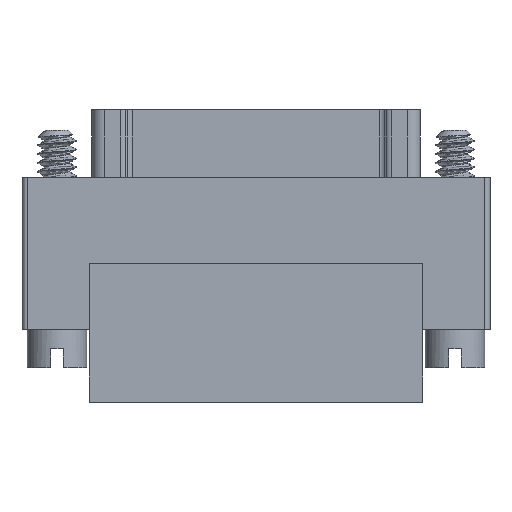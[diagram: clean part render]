
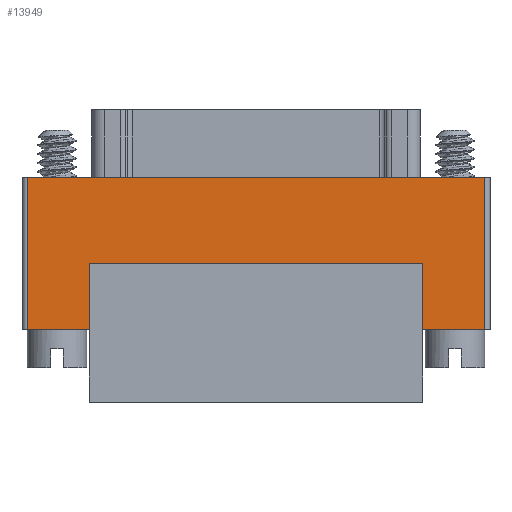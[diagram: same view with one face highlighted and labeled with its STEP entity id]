
A CAD part, front view. The second image highlights one B-rep face of the part: STEP entity #13949.
In plain terms, the highlighted planar face has unit normal (0, -1, 0).
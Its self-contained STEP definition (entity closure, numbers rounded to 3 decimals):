
#11596=DIRECTION('',(-1.,0.,0.));
#11597=VECTOR('',#11596,2.46);
#11598=CARTESIAN_POINT('',(-6.6,-1.93,0.));
#11599=LINE('',#11598,#11597);
#11630=DIRECTION('',(0.,0.,1.));
#11631=VECTOR('',#11630,6.03);
#11632=CARTESIAN_POINT('',(-9.06,-1.93,0.));
#11633=LINE('',#11632,#11631);
#11638=DIRECTION('',(-1.,0.,0.));
#11639=VECTOR('',#11638,18.12);
#11640=CARTESIAN_POINT('',(9.06,-1.93,6.03));
#11641=LINE('',#11640,#11639);
#11642=DIRECTION('',(0.,0.,-1.));
#11643=VECTOR('',#11642,2.613);
#11644=CARTESIAN_POINT('',(6.6,-1.93,2.613));
#11645=LINE('',#11644,#11643);
#11646=DIRECTION('',(1.,0.,0.));
#11647=VECTOR('',#11646,13.2);
#11648=CARTESIAN_POINT('',(-6.6,-1.93,2.613));
#11649=LINE('',#11648,#11647);
#11650=DIRECTION('',(0.,0.,1.));
#11651=VECTOR('',#11650,2.613);
#11652=CARTESIAN_POINT('',(-6.6,-1.93,0.));
#11653=LINE('',#11652,#11651);
#11658=DIRECTION('',(0.,0.,-1.));
#11659=VECTOR('',#11658,6.03);
#11660=CARTESIAN_POINT('',(9.06,-1.93,6.03));
#11661=LINE('',#11660,#11659);
#11678=DIRECTION('',(-1.,0.,0.));
#11679=VECTOR('',#11678,2.46);
#11680=CARTESIAN_POINT('',(9.06,-1.93,0.));
#11681=LINE('',#11680,#11679);
#12644=CARTESIAN_POINT('',(-9.06,-1.93,0.));
#12646=VERTEX_POINT('',#12644);
#12704=CARTESIAN_POINT('',(9.06,-1.93,0.));
#12705=CARTESIAN_POINT('',(6.6,-1.93,0.));
#12706=VERTEX_POINT('',#12704);
#12707=VERTEX_POINT('',#12705);
#12762=CARTESIAN_POINT('',(6.6,-1.93,2.613));
#12763=VERTEX_POINT('',#12762);
#12789=CARTESIAN_POINT('',(-9.06,-1.93,6.03));
#12791=VERTEX_POINT('',#12789);
#12824=CARTESIAN_POINT('',(9.06,-1.93,6.03));
#12825=VERTEX_POINT('',#12824);
#12836=CARTESIAN_POINT('',(-6.6,-1.93,0.));
#12837=VERTEX_POINT('',#12836);
#13044=CARTESIAN_POINT('',(-6.6,-1.93,2.613));
#13045=VERTEX_POINT('',#13044);
#13931=CARTESIAN_POINT('',(-9.26,-1.93,6.03));
#13932=DIRECTION('',(0.,1.,0.));
#13933=DIRECTION('',(0.,0.,1.));
#13934=AXIS2_PLACEMENT_3D('',#13931,#13932,#13933);
#13935=PLANE('',#13934);
#13936=ORIENTED_EDGE('',*,*,#13868,.T.);
#13937=ORIENTED_EDGE('',*,*,#13924,.T.);
#13938=ORIENTED_EDGE('',*,*,#13546,.F.);
#13940=ORIENTED_EDGE('',*,*,#13939,.T.);
#13942=ORIENTED_EDGE('',*,*,#13941,.T.);
#13944=ORIENTED_EDGE('',*,*,#13943,.F.);
#13945=ORIENTED_EDGE('',*,*,#13831,.F.);
#13946=ORIENTED_EDGE('',*,*,#13846,.F.);
#13947=EDGE_LOOP('',(#13936,#13937,#13938,#13940,#13942,#13944,#13945,#13946));
#13948=FACE_OUTER_BOUND('',#13947,.F.);
#13546=EDGE_CURVE('',#12825,#12791,#11641,.T.);
#13831=EDGE_CURVE('',#13045,#12763,#11649,.T.);
#13846=EDGE_CURVE('',#12837,#13045,#11653,.T.);
#13868=EDGE_CURVE('',#12837,#12646,#11599,.T.);
#13924=EDGE_CURVE('',#12646,#12791,#11633,.T.);
#13939=EDGE_CURVE('',#12825,#12706,#11661,.T.);
#13941=EDGE_CURVE('',#12706,#12707,#11681,.T.);
#13943=EDGE_CURVE('',#12763,#12707,#11645,.T.);
#13949=ADVANCED_FACE('',(#13948),#13935,.F.);
